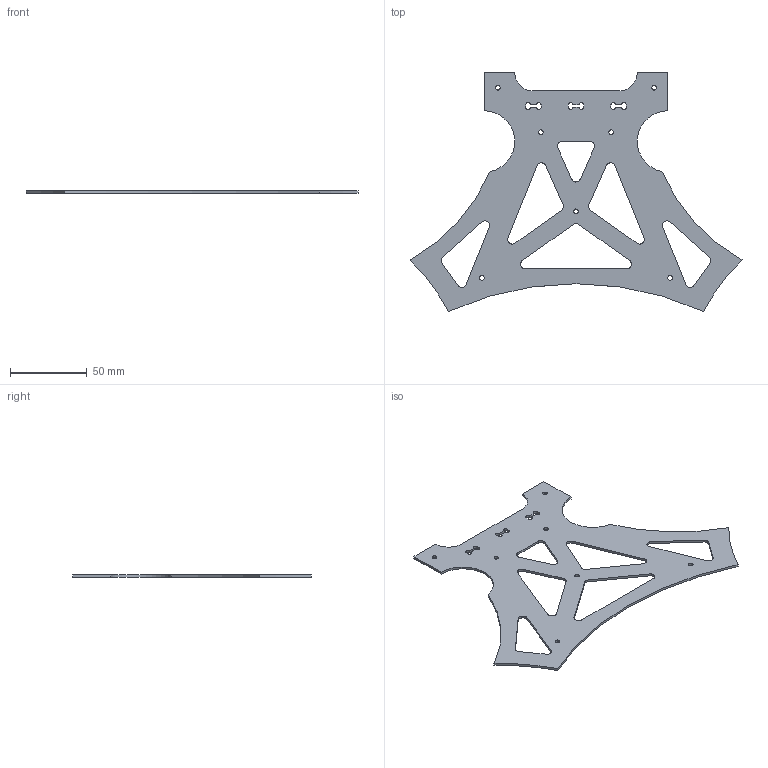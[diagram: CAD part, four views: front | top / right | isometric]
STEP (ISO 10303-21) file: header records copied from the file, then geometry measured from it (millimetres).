
FILE_DESCRIPTION(/* description */ (''),/* implementation_level */ '2;1');
FILE_NAME(/* name */ 'Scarab V1 Bottom Bottom Plate.stp',/* time_stamp */ '2014-06-09T21:06:56-04:00',/* author */ (''),/* organization */ (''),/* preprocessor_version */ 'ST-DEVELOPER v11',/* originating_system */ 'SIEMENS PLM Software NX 7.5',/* authorisation */ '');
FILE_SCHEMA (('CONFIG_CONTROL_DESIGN'));
Length unit declared in the file: millimetre
Products named in the file (1): Gear5348xgzs
Bounding box: 216.72 x 156 x 1.52 mm (x, y, z)
Volume: 21292.4 mm3; surface area: 30399.7 mm2
Topology: 1 solids, 1 shells, 83 faces, 243 edges, 162 vertices
Faces by surface type: cylinder 46, plane 37
Full cylindrical faces by diameter (mm): 3 x7
Entity records: 2904 total; most frequent: DIRECTION 496, CARTESIAN_POINT 482, ORIENTED_EDGE 472, EDGE_CURVE 236, AXIS2_PLACEMENT_3D 176, VERTEX_POINT 162, LINE 144, VECTOR 144
